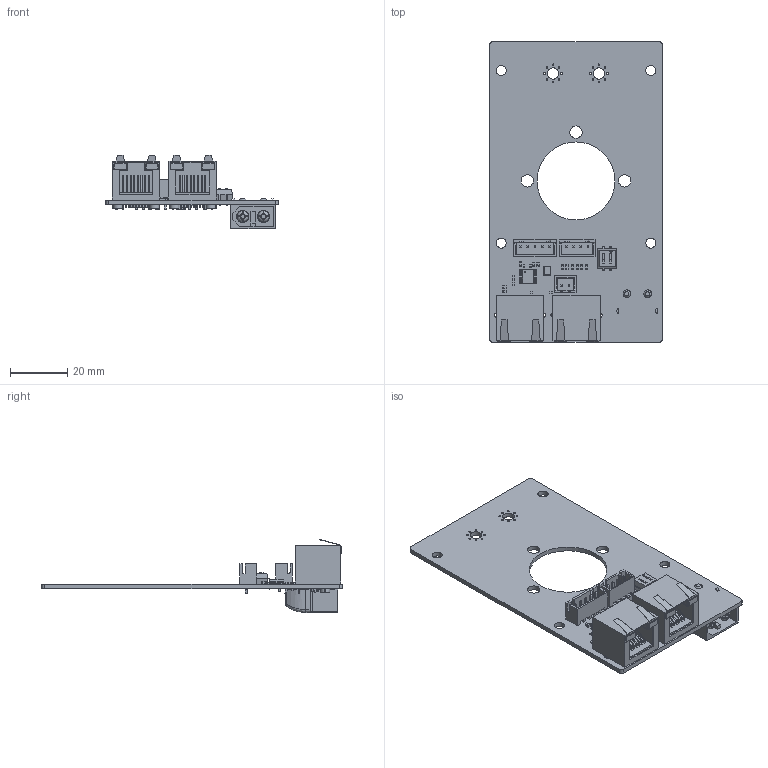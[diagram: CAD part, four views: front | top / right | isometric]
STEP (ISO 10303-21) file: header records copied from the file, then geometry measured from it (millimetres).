
FILE_DESCRIPTION(('KiCad electronic assembly'),'2;1');
FILE_NAME('vesc_mms_board.step','2025-02-15T13:07:11',('Pcbnew'),( 'Kicad'),'Open CASCADE STEP processor 7.6','KiCad to STEP converter' ,'Unknown');
FILE_SCHEMA(('AUTOMOTIVE_DESIGN { 1 0 10303 214 1 1 1 1 }'));
Length unit declared in the file: millimetre
Products named in the file (26): vesc_mms_board 1; QSOP-16_3.9x4.9mm_P0.635mm; QSOP_16_39x49mm_P0635mm; JST_XH_B4B-XH-A_1x04_P2.50mm_Vertical; JST_B4B_XH_A; C_0603_1608Metric; SW_DIP_SPSTx02_Slide_6.7x6.64mm_W7.62mm_P2.54mm_LowProfile; SW_DIP_SPSTx02_Slide_67x664mm_W762mm_P254mm_LowProfile; R_0402_1005Metric; R_0603_1608Metric; JST_XH_B5B-XH-A_1x05_P2.50mm_Vertical; JST_B5B_XH_A; Crystal_SMD_3225-4Pin_3.2x2.5mm; C_0402_1005Metric; JST_XH_B2B-XH-A_1x02_P2.50mm_Vertical; JST_B2B_XH_A; RJ45_Amphenol_RJHSE538X; XT60PW MALE; vesc_mms_board_PCB
Assembly tree (43 placements, depth 3):
  vesc_mms_board 1
    QSOP-16_3.9x4.9mm_P0.635mm
      QSOP_16_39x49mm_P0635mm
    JST_XH_B4B-XH-A_1x04_P2.50mm_Vertical
      JST_B4B_XH_A
    C_0603_1608Metric  x4
      C_0603_1608Metric
    SW_DIP_SPSTx02_Slide_6.7x6.64mm_W7.62mm_P2.54mm_LowProfile
      SW_DIP_SPSTx02_Slide_67x664mm_W762mm_P254mm_LowProfile
    R_0402_1005Metric  x6
      R_0402_1005Metric
    R_0603_1608Metric  x8
      R_0603_1608Metric
    JST_XH_B5B-XH-A_1x05_P2.50mm_Vertical
      JST_B5B_XH_A
    Crystal_SMD_3225-4Pin_3.2x2.5mm
      Crystal_SMD_3225-4Pin_3.2x2.5mm
    C_0402_1005Metric  x3
      C_0402_1005Metric
    JST_XH_B2B-XH-A_1x02_P2.50mm_Vertical
      JST_B2B_XH_A
    RJ45_Amphenol_RJHSE538X  x2
      RJ45_Amphenol_RJHSE538X
    XT60PW MALE
      XT60PW MALE
    vesc_mms_board_PCB
Bounding box: 60 x 104.5 x 25.4 mm (x, y, z)
Volume: 16044.1 mm3; surface area: 21138.8 mm2
Topology: 35 solids, 35 shells, 1950 faces, 5109 edges, 3335 vertices
Faces by surface type: plane 1429, cylinder 449, bspline 50, torus 8, revolution 8, cone 4, sphere 2
Full cylindrical faces by diameter (mm): 0.5 x25, 0.6 x16, 0.8 x4, 0.89 x24, 0.95 x9, 1 x2, 1.57 x4, 2.7 x2, 3.25 x8, 3.5 x4, 4 x2, 4.3 x3, 27.121 x1
Entity records: 50406 total; most frequent: CARTESIAN_POINT 7615, ORIENTED_EDGE 7030, DIRECTION 6721, EDGE_CURVE 3515, LINE 2855, VECTOR 2855, VERTEX_POINT 2279, AXIS2_PLACEMENT_3D 1929
